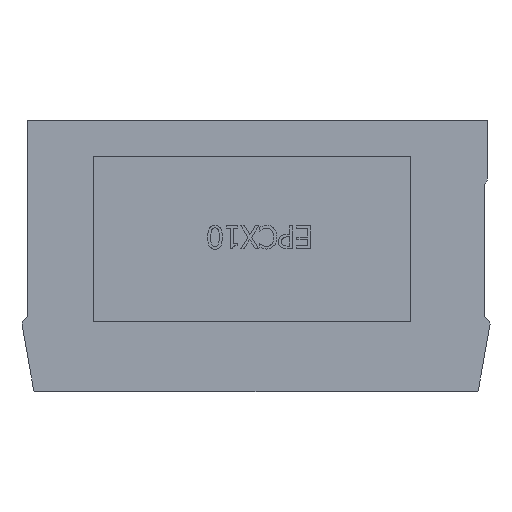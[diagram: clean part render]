
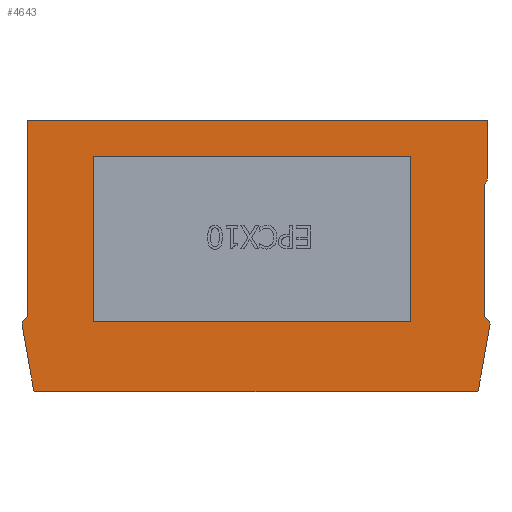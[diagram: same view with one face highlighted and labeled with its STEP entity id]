
A CAD part, front view. The second image highlights one B-rep face of the part: STEP entity #4643.
In plain terms, the highlighted planar face has unit normal (0, -1, 0).
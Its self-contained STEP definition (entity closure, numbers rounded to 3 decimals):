
#107=CIRCLE('',#4934,0.3);
#109=CIRCLE('',#4939,0.2);
#111=CIRCLE('',#4943,0.3);
#113=CIRCLE('',#4947,0.2);
#115=CIRCLE('',#4950,1.5);
#117=CIRCLE('',#4956,0.3);
#119=CIRCLE('',#4960,0.2);
#121=CIRCLE('',#4965,0.3);
#209=FACE_BOUND('',#907,.T.);
#370=PLANE('',#4968);
#622=FACE_OUTER_BOUND('',#906,.T.);
#906=EDGE_LOOP('',(#4332,#4333,#4334,#4335,#4336,#4337,#4338,#4339,#4340,
#4341,#4342,#4343,#4344,#4345,#4346,#4347,#4348,#4349,#4350));
#907=EDGE_LOOP('',(#4351,#4352,#4353,#4354));
#1087=LINE('',#7204,#1564);
#1090=LINE('',#7209,#1567);
#1092=LINE('',#7213,#1569);
#1094=LINE('',#7216,#1571);
#1344=LINE('',#7927,#1821);
#1349=LINE('',#7941,#1826);
#1352=LINE('',#7947,#1829);
#1356=LINE('',#7959,#1833);
#1360=LINE('',#7971,#1837);
#1365=LINE('',#7989,#1842);
#1368=LINE('',#7995,#1845);
#1371=LINE('',#8001,#1848);
#1375=LINE('',#8013,#1852);
#1379=LINE('',#8025,#1856);
#1382=LINE('',#8031,#1859);
#1564=VECTOR('',#5260,25.289);
#1567=VECTOR('',#5265,48.623);
#1569=VECTOR('',#5269,25.289);
#1571=VECTOR('',#5273,48.623);
#1821=VECTOR('',#5981,67.551);
#1826=VECTOR('',#5994,10.246);
#1829=VECTOR('',#5999,0.251);
#1833=VECTOR('',#6011,0.995);
#1837=VECTOR('',#6023,20.013);
#1842=VECTOR('',#6042,8.736);
#1845=VECTOR('',#6047,70.5);
#1848=VECTOR('',#6052,29.954);
#1852=VECTOR('',#6064,0.995);
#1856=VECTOR('',#6076,0.251);
#1859=VECTOR('',#6081,10.246);
#2106=VERTEX_POINT('',#7202);
#2107=VERTEX_POINT('',#7203);
#2108=VERTEX_POINT('',#7208);
#2109=VERTEX_POINT('',#7212);
#2340=VERTEX_POINT('',#7925);
#2341=VERTEX_POINT('',#7926);
#2344=VERTEX_POINT('',#7934);
#2346=VERTEX_POINT('',#7940);
#2348=VERTEX_POINT('',#7946);
#2350=VERTEX_POINT('',#7952);
#2352=VERTEX_POINT('',#7958);
#2354=VERTEX_POINT('',#7964);
#2356=VERTEX_POINT('',#7970);
#2358=VERTEX_POINT('',#7976);
#2360=VERTEX_POINT('',#7982);
#2362=VERTEX_POINT('',#7988);
#2364=VERTEX_POINT('',#7994);
#2366=VERTEX_POINT('',#8000);
#2368=VERTEX_POINT('',#8006);
#2370=VERTEX_POINT('',#8012);
#2372=VERTEX_POINT('',#8018);
#2374=VERTEX_POINT('',#8024);
#2376=VERTEX_POINT('',#8030);
#2631=EDGE_CURVE('',#2106,#2107,#1087,.T.);
#2634=EDGE_CURVE('',#2108,#2106,#1090,.T.);
#2636=EDGE_CURVE('',#2109,#2108,#1092,.T.);
#2638=EDGE_CURVE('',#2107,#2109,#1094,.T.);
#2980=EDGE_CURVE('',#2340,#2341,#1344,.T.);
#2984=EDGE_CURVE('',#2344,#2340,#107,.T.);
#2987=EDGE_CURVE('',#2346,#2344,#1349,.T.);
#2990=EDGE_CURVE('',#2348,#2346,#1352,.T.);
#2993=EDGE_CURVE('',#2350,#2348,#109,.T.);
#2996=EDGE_CURVE('',#2352,#2350,#1356,.T.);
#2999=EDGE_CURVE('',#2354,#2352,#111,.T.);
#3002=EDGE_CURVE('',#2356,#2354,#1360,.T.);
#3005=EDGE_CURVE('',#2358,#2356,#113,.T.);
#3008=EDGE_CURVE('',#2360,#2358,#115,.T.);
#3011=EDGE_CURVE('',#2362,#2360,#1365,.T.);
#3014=EDGE_CURVE('',#2364,#2362,#1368,.T.);
#3017=EDGE_CURVE('',#2366,#2364,#1371,.T.);
#3020=EDGE_CURVE('',#2368,#2366,#117,.T.);
#3023=EDGE_CURVE('',#2370,#2368,#1375,.T.);
#3026=EDGE_CURVE('',#2372,#2370,#119,.T.);
#3029=EDGE_CURVE('',#2374,#2372,#1379,.T.);
#3032=EDGE_CURVE('',#2376,#2374,#1382,.T.);
#3035=EDGE_CURVE('',#2341,#2376,#121,.T.);
#4332=ORIENTED_EDGE('',*,*,#3035,.F.);
#4333=ORIENTED_EDGE('',*,*,#2980,.F.);
#4334=ORIENTED_EDGE('',*,*,#2984,.F.);
#4335=ORIENTED_EDGE('',*,*,#2987,.F.);
#4336=ORIENTED_EDGE('',*,*,#2990,.F.);
#4337=ORIENTED_EDGE('',*,*,#2993,.F.);
#4338=ORIENTED_EDGE('',*,*,#2996,.F.);
#4339=ORIENTED_EDGE('',*,*,#2999,.F.);
#4340=ORIENTED_EDGE('',*,*,#3002,.F.);
#4341=ORIENTED_EDGE('',*,*,#3005,.F.);
#4342=ORIENTED_EDGE('',*,*,#3008,.F.);
#4343=ORIENTED_EDGE('',*,*,#3011,.F.);
#4344=ORIENTED_EDGE('',*,*,#3014,.F.);
#4345=ORIENTED_EDGE('',*,*,#3017,.F.);
#4346=ORIENTED_EDGE('',*,*,#3020,.F.);
#4347=ORIENTED_EDGE('',*,*,#3023,.F.);
#4348=ORIENTED_EDGE('',*,*,#3026,.F.);
#4349=ORIENTED_EDGE('',*,*,#3029,.F.);
#4350=ORIENTED_EDGE('',*,*,#3032,.F.);
#4351=ORIENTED_EDGE('',*,*,#2631,.T.);
#4352=ORIENTED_EDGE('',*,*,#2638,.T.);
#4353=ORIENTED_EDGE('',*,*,#2636,.T.);
#4354=ORIENTED_EDGE('',*,*,#2634,.T.);
#4643=ADVANCED_FACE('',(#622,#209),#370,.T.);
#4934=AXIS2_PLACEMENT_3D('',#7935,#5987,#5988);
#4939=AXIS2_PLACEMENT_3D('',#7953,#6004,#6005);
#4943=AXIS2_PLACEMENT_3D('',#7965,#6016,#6017);
#4947=AXIS2_PLACEMENT_3D('',#7977,#6028,#6029);
#4950=AXIS2_PLACEMENT_3D('',#7983,#6035,#6036);
#4956=AXIS2_PLACEMENT_3D('',#8007,#6057,#6058);
#4960=AXIS2_PLACEMENT_3D('',#8019,#6069,#6070);
#4965=AXIS2_PLACEMENT_3D('',#8036,#6086,#6087);
#4968=AXIS2_PLACEMENT_3D('',#8039,#6092,#6093);
#5260=DIRECTION('',(0.,0.,-1.));
#5265=DIRECTION('',(1.,0.,0.));
#5269=DIRECTION('',(0.,0.,1.));
#5273=DIRECTION('',(-1.,0.,0.));
#5981=DIRECTION('',(-1.,0.,0.));
#5987=DIRECTION('center_axis',(0.,1.,0.));
#5988=DIRECTION('ref_axis',(0.985,0.,-0.174));
#5994=DIRECTION('',(-0.174,0.,-0.985));
#5999=DIRECTION('',(0.,0.,-1.));
#6004=DIRECTION('center_axis',(0.,1.,0.));
#6005=DIRECTION('ref_axis',(0.707,0.,0.707));
#6011=DIRECTION('',(0.707,0.,-0.707));
#6016=DIRECTION('center_axis',(0.,-1.,0.));
#6017=DIRECTION('ref_axis',(0.707,0.,0.707));
#6023=DIRECTION('',(0.,0.,-1.));
#6028=DIRECTION('center_axis',(0.,-1.,0.));
#6029=DIRECTION('ref_axis',(1.,0.,0.));
#6035=DIRECTION('center_axis',(0.,1.,0.));
#6036=DIRECTION('ref_axis',(1.,0.,0.));
#6042=DIRECTION('',(0.,0.,-1.));
#6047=DIRECTION('',(1.,0.,0.));
#6052=DIRECTION('',(0.,0.,1.));
#6057=DIRECTION('center_axis',(0.,-1.,0.));
#6058=DIRECTION('ref_axis',(-1.,0.,0.));
#6064=DIRECTION('',(0.707,0.,0.707));
#6069=DIRECTION('center_axis',(0.,1.,0.));
#6070=DIRECTION('ref_axis',(-1.,0.,0.));
#6076=DIRECTION('',(0.,0.,1.));
#6081=DIRECTION('',(-0.174,0.,0.985));
#6086=DIRECTION('center_axis',(0.,1.,0.));
#6087=DIRECTION('ref_axis',(0.,0.,-1.));
#6092=DIRECTION('center_axis',(0.,-1.,0.));
#6093=DIRECTION('ref_axis',(0.,0.,-1.));
#7202=CARTESIAN_POINT('',(23.461,0.,-5.552));
#7203=CARTESIAN_POINT('',(23.461,0.,-30.841));
#7204=CARTESIAN_POINT('',(23.461,0.,-13.07));
#7208=CARTESIAN_POINT('',(-25.162,0.,-5.552));
#7209=CARTESIAN_POINT('',(-12.672,0.,-5.552));
#7212=CARTESIAN_POINT('',(-25.162,0.,-30.841));
#7213=CARTESIAN_POINT('',(-25.162,0.,-25.715));
#7216=CARTESIAN_POINT('',(11.64,0.,-30.841));
#7925=CARTESIAN_POINT('',(33.525,0.,-41.6));
#7926=CARTESIAN_POINT('',(-34.025,0.,-41.6));
#7927=CARTESIAN_POINT('',(33.525,0.,-41.6));
#7934=CARTESIAN_POINT('',(33.821,0.,-41.352));
#7935=CARTESIAN_POINT('Origin',(33.525,0.,-41.3));
#7940=CARTESIAN_POINT('',(35.6,0.,-31.262));
#7941=CARTESIAN_POINT('',(35.6,0.,-31.262));
#7946=CARTESIAN_POINT('',(35.6,0.,-31.011));
#7947=CARTESIAN_POINT('',(35.6,0.,-31.011));
#7952=CARTESIAN_POINT('',(35.541,0.,-30.87));
#7953=CARTESIAN_POINT('Origin',(35.4,0.,-31.011));
#7958=CARTESIAN_POINT('',(34.838,0.,-30.166));
#7959=CARTESIAN_POINT('',(34.838,0.,-30.166));
#7964=CARTESIAN_POINT('',(34.75,0.,-29.954));
#7965=CARTESIAN_POINT('Origin',(35.05,0.,-29.954));
#7970=CARTESIAN_POINT('',(34.75,0.,-9.941));
#7971=CARTESIAN_POINT('',(34.75,0.,-9.941));
#7976=CARTESIAN_POINT('',(34.809,0.,-9.799));
#7977=CARTESIAN_POINT('Origin',(34.95,0.,-9.941));
#7982=CARTESIAN_POINT('',(35.25,0.,-8.736));
#7983=CARTESIAN_POINT('Origin',(33.75,0.,-8.736));
#7988=CARTESIAN_POINT('',(35.25,0.,0.));
#7989=CARTESIAN_POINT('',(35.25,0.,0.));
#7994=CARTESIAN_POINT('',(-35.25,0.,0.));
#7995=CARTESIAN_POINT('',(-35.25,0.,0.));
#8000=CARTESIAN_POINT('',(-35.25,0.,-29.954));
#8001=CARTESIAN_POINT('',(-35.25,0.,-29.954));
#8006=CARTESIAN_POINT('',(-35.338,0.,-30.166));
#8007=CARTESIAN_POINT('Origin',(-35.55,0.,-29.954));
#8012=CARTESIAN_POINT('',(-36.041,0.,-30.87));
#8013=CARTESIAN_POINT('',(-36.041,0.,-30.87));
#8018=CARTESIAN_POINT('',(-36.1,0.,-31.011));
#8019=CARTESIAN_POINT('Origin',(-35.9,0.,-31.011));
#8024=CARTESIAN_POINT('',(-36.1,0.,-31.262));
#8025=CARTESIAN_POINT('',(-36.1,0.,-31.262));
#8030=CARTESIAN_POINT('',(-34.321,0.,-41.352));
#8031=CARTESIAN_POINT('',(-34.321,0.,-41.352));
#8036=CARTESIAN_POINT('Origin',(-34.025,0.,-41.3));
#8039=CARTESIAN_POINT('Origin',(-0.181,0.,-20.589));
